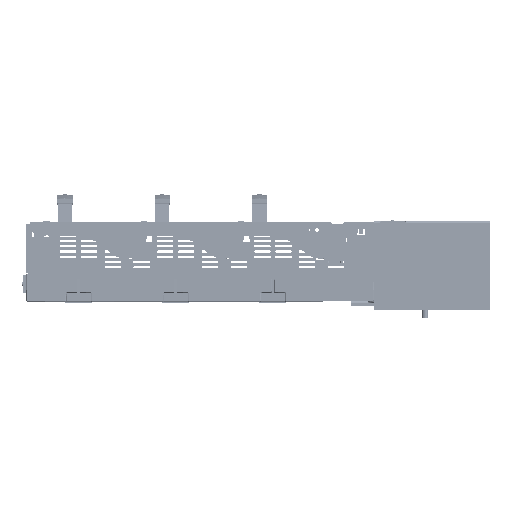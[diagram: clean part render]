
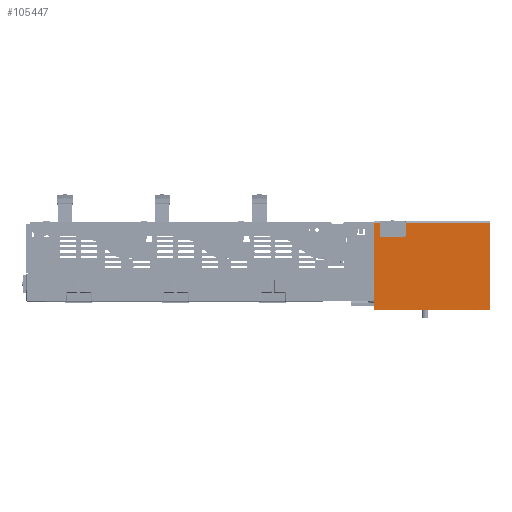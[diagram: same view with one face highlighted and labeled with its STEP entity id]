
A CAD part, left-side view. The second image highlights one B-rep face of the part: STEP entity #105447.
In plain terms, the highlighted planar face has unit normal (-1, 0, 0).
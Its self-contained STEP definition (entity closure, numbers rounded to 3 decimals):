
#105386=AXIS2_PLACEMENT_3D('Plane Axis2P3D',#105383,#105384,#105385) ;
#105404=AXIS2_PLACEMENT_3D('Circle Axis2P3D',#105402,#105403,$) ;
#105418=AXIS2_PLACEMENT_3D('Circle Axis2P3D',#105416,#105417,$) ;
#104930=CARTESIAN_POINT('Vertex',(-49.5,0.,-168.)) ;
#104933=CARTESIAN_POINT('Line Origine',(-49.5,0.,-85.)) ;
#104937=CARTESIAN_POINT('Vertex',(-49.5,0.,-2.)) ;
#105134=CARTESIAN_POINT('Vertex',(-49.5,-220.,-2.)) ;
#105137=CARTESIAN_POINT('Line Origine',(-49.5,-220.,-85.)) ;
#105141=CARTESIAN_POINT('Vertex',(-49.5,-220.,-168.)) ;
#105361=CARTESIAN_POINT('Line Origine',(-49.5,-110.,-168.)) ;
#105383=CARTESIAN_POINT('Axis2P3D Location',(-49.5,0.,-208.)) ;
#105388=CARTESIAN_POINT('Line Origine',(-49.5,-140.,-2.)) ;
#105392=CARTESIAN_POINT('Vertex',(-49.5,-60.,-2.)) ;
#105395=CARTESIAN_POINT('Line Origine',(-49.5,-60.,-13.5)) ;
#105399=CARTESIAN_POINT('Vertex',(-49.5,-60.,-25.)) ;
#105402=CARTESIAN_POINT('Axis2P3D Location',(-49.5,-57.,-25.)) ;
#105406=CARTESIAN_POINT('Vertex',(-49.5,-57.,-28.)) ;
#105409=CARTESIAN_POINT('Line Origine',(-49.5,-35.,-28.)) ;
#105413=CARTESIAN_POINT('Vertex',(-49.5,-13.,-28.)) ;
#105416=CARTESIAN_POINT('Axis2P3D Location',(-49.5,-13.,-25.)) ;
#105420=CARTESIAN_POINT('Vertex',(-49.5,-10.,-25.)) ;
#105423=CARTESIAN_POINT('Line Origine',(-49.5,-10.,-13.5)) ;
#105427=CARTESIAN_POINT('Vertex',(-49.5,-10.,-2.)) ;
#105430=CARTESIAN_POINT('Line Origine',(-49.5,-5.,-2.)) ;
#104934=DIRECTION('Vector Direction',(0.,0.,-1.)) ;
#105138=DIRECTION('Vector Direction',(0.,0.,-1.)) ;
#105362=DIRECTION('Vector Direction',(0.,1.,0.)) ;
#105384=DIRECTION('Axis2P3D Direction',(1.,0.,0.)) ;
#105385=DIRECTION('Axis2P3D XDirection',(0.,1.,0.)) ;
#105389=DIRECTION('Vector Direction',(0.,-1.,0.)) ;
#105396=DIRECTION('Vector Direction',(0.,0.,1.)) ;
#105403=DIRECTION('Axis2P3D Direction',(1.,0.,0.)) ;
#105410=DIRECTION('Vector Direction',(0.,1.,0.)) ;
#105417=DIRECTION('Axis2P3D Direction',(1.,0.,0.)) ;
#105424=DIRECTION('Vector Direction',(0.,0.,1.)) ;
#105431=DIRECTION('Vector Direction',(0.,-1.,0.)) ;
#104935=VECTOR('Line Direction',#104934,1.) ;
#105139=VECTOR('Line Direction',#105138,1.) ;
#105363=VECTOR('Line Direction',#105362,1.) ;
#105390=VECTOR('Line Direction',#105389,1.) ;
#105397=VECTOR('Line Direction',#105396,1.) ;
#105411=VECTOR('Line Direction',#105410,1.) ;
#105425=VECTOR('Line Direction',#105424,1.) ;
#105432=VECTOR('Line Direction',#105431,1.) ;
#105436=ORIENTED_EDGE('',*,*,#104939,.T.) ;
#105437=ORIENTED_EDGE('',*,*,#105365,.F.) ;
#105438=ORIENTED_EDGE('',*,*,#105143,.F.) ;
#105439=ORIENTED_EDGE('',*,*,#105394,.F.) ;
#105440=ORIENTED_EDGE('',*,*,#105401,.F.) ;
#105441=ORIENTED_EDGE('',*,*,#105408,.T.) ;
#105442=ORIENTED_EDGE('',*,*,#105415,.T.) ;
#105443=ORIENTED_EDGE('',*,*,#105422,.T.) ;
#105444=ORIENTED_EDGE('',*,*,#105429,.T.) ;
#105445=ORIENTED_EDGE('',*,*,#105434,.F.) ;
#105447=ADVANCED_FACE('Hauptkoerper nicht benutzen',(#105446),#105387,.F.) ;
#105405=CIRCLE('generated circle',#105404,3.) ;
#105419=CIRCLE('generated circle',#105418,3.) ;
#104939=EDGE_CURVE('',#104938,#104931,#104936,.T.) ;
#105143=EDGE_CURVE('',#105135,#105142,#105140,.T.) ;
#105365=EDGE_CURVE('',#105142,#104931,#105364,.T.) ;
#105394=EDGE_CURVE('',#105393,#105135,#105391,.T.) ;
#105401=EDGE_CURVE('',#105400,#105393,#105398,.T.) ;
#105408=EDGE_CURVE('',#105400,#105407,#105405,.T.) ;
#105415=EDGE_CURVE('',#105407,#105414,#105412,.T.) ;
#105422=EDGE_CURVE('',#105414,#105421,#105419,.T.) ;
#105429=EDGE_CURVE('',#105421,#105428,#105426,.T.) ;
#105434=EDGE_CURVE('',#104938,#105428,#105433,.T.) ;
#105435=EDGE_LOOP('',(#105436,#105437,#105438,#105439,#105440,#105441,#105442,#105443,#105444,#105445)) ;
#105446=FACE_OUTER_BOUND('',#105435,.T.) ;
#104936=LINE('Line',#104933,#104935) ;
#105140=LINE('Line',#105137,#105139) ;
#105364=LINE('Line',#105361,#105363) ;
#105391=LINE('Line',#105388,#105390) ;
#105398=LINE('Line',#105395,#105397) ;
#105412=LINE('Line',#105409,#105411) ;
#105426=LINE('Line',#105423,#105425) ;
#105433=LINE('Line',#105430,#105432) ;
#105387=PLANE('Plane',#105386) ;
#104931=VERTEX_POINT('',#104930) ;
#104938=VERTEX_POINT('',#104937) ;
#105135=VERTEX_POINT('',#105134) ;
#105142=VERTEX_POINT('',#105141) ;
#105393=VERTEX_POINT('',#105392) ;
#105400=VERTEX_POINT('',#105399) ;
#105407=VERTEX_POINT('',#105406) ;
#105414=VERTEX_POINT('',#105413) ;
#105421=VERTEX_POINT('',#105420) ;
#105428=VERTEX_POINT('',#105427) ;
